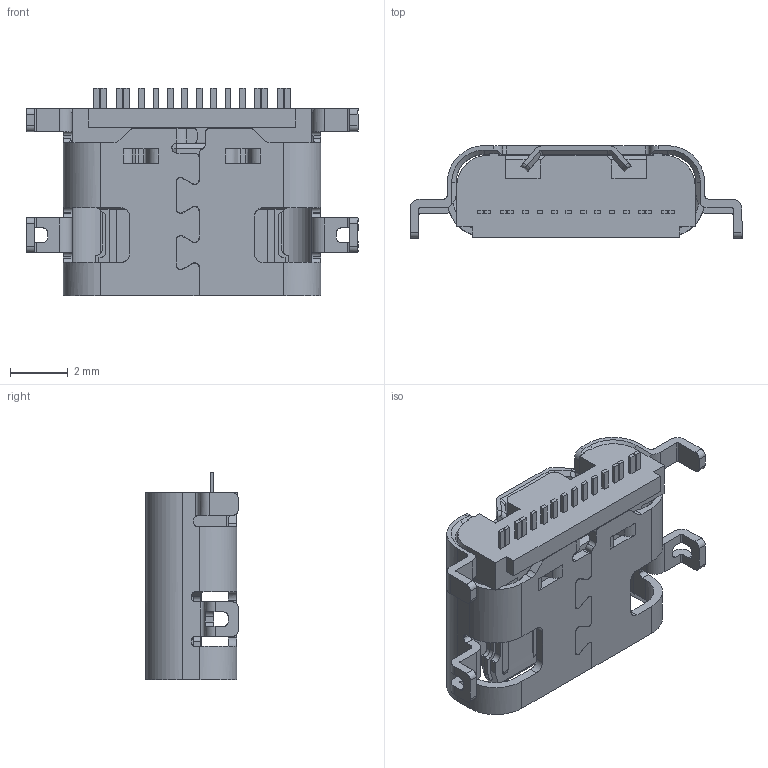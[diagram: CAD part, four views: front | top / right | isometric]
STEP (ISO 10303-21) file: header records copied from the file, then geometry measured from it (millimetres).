
FILE_DESCRIPTION (( 'STEP AP214' ), '1' );
FILE_NAME ('Same_Sky_UJ20-C-H-G-MSMT-1-P16-TR.step', '2024-11-13T19:58:44', ( '' ), ( '' ), 'SwSTEP 2.0', 'SolidWorks 2024', '' );
FILE_SCHEMA (( 'AUTOMOTIVE_DESIGN' ));
Length unit declared in the file: inch
Products named in the file (1): Same_Sky_UJ20-C-H-G-MSMT-1-P16-TR
Bounding box: 11.54 x 3.21 x 7.2 mm (x, y, z)
Volume: 96 mm3; surface area: 439.2 mm2
Topology: 1 solids, 1 shells, 673 faces, 1953 edges, 1270 vertices
Faces by surface type: plane 467, cylinder 188, cone 15, bspline 3
Entity records: 23124 total; most frequent: CARTESIAN_POINT 6166, ORIENTED_EDGE 3906, DIRECTION 2902, EDGE_CURVE 1953, VECTOR 1496, LINE 1496, VERTEX_POINT 1270, AXIS2_PLACEMENT_3D 703
